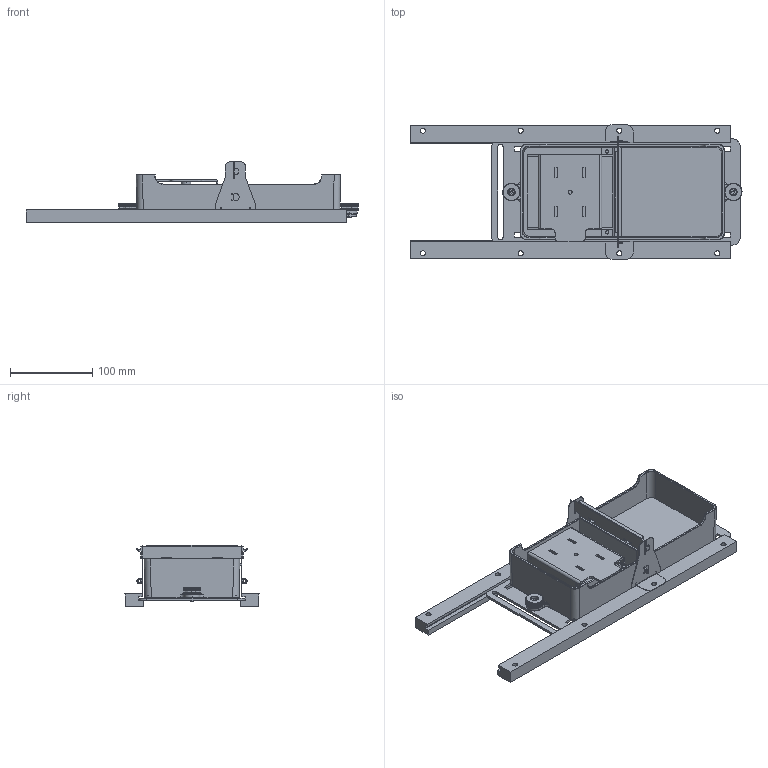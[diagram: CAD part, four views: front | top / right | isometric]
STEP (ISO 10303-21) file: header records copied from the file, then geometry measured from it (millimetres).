
FILE_DESCRIPTION(('FreeCAD Model'),'2;1');
FILE_NAME('Open CASCADE Shape Model','2025-05-04T08:20:01',('FreeCAD'),( 'FreeCAD'),'Open CASCADE STEP processor 7.6','FreeCAD','Unknown');
FILE_SCHEMA(('AUTOMOTIVE_DESIGN { 1 0 10303 214 1 1 1 1 }'));
Products named in the file (1): Open CASCADE STEP translator 7.6 1
Bounding box: 403.29 x 164.49 x 74.35 mm (x, y, z)
Volume: 613698 mm3; surface area: 386726.2 mm2
Topology: 14 solids, 14 shells, 1184 faces, 3122 edges, 2020 vertices
Faces by surface type: bspline 1184
Entity records: 37100 total; most frequent: CARTESIAN_POINT 19667, ORIENTED_EDGE 6220, EDGE_CURVE 3110, VERTEX_POINT 2020, B_SPLINE_CURVE_WITH_KNOTS 1715, FACE_BOUND 1344, EDGE_LOOP 1344, ADVANCED_FACE 1184
